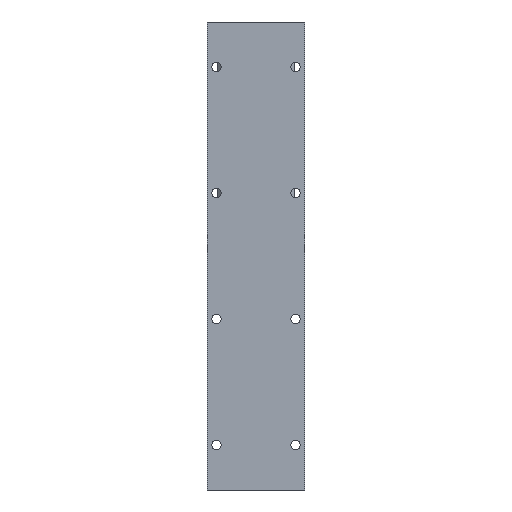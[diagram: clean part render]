
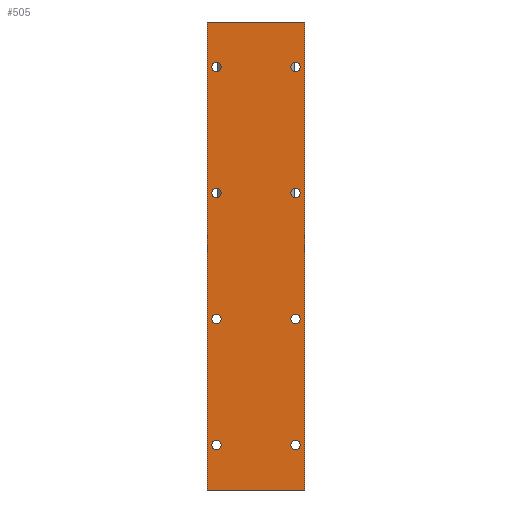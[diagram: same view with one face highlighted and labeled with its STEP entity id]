
A CAD part, front view. The second image highlights one B-rep face of the part: STEP entity #505.
In plain terms, the highlighted planar face has unit normal (0, -1, 0).
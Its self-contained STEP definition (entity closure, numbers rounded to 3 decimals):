
#505 = ADVANCED_FACE( '', ( #1128, #1129, #1130, #1131, #1132, #1133, #1134, #1135, #1136 ), #1137, .F. );
#1128 = FACE_BOUND( '', #1861, .T. );
#1129 = FACE_BOUND( '', #1862, .T. );
#1130 = FACE_BOUND( '', #1863, .T. );
#1131 = FACE_BOUND( '', #1864, .T. );
#1132 = FACE_BOUND( '', #1865, .T. );
#1133 = FACE_BOUND( '', #1866, .T. );
#1134 = FACE_BOUND( '', #1867, .T. );
#1135 = FACE_BOUND( '', #1868, .T. );
#1136 = FACE_OUTER_BOUND( '', #1869, .T. );
#1137 = PLANE( '', #1870 );
#1861 = EDGE_LOOP( '', ( #3267 ) );
#1862 = EDGE_LOOP( '', ( #3268 ) );
#1863 = EDGE_LOOP( '', ( #3269 ) );
#1864 = EDGE_LOOP( '', ( #3270 ) );
#1865 = EDGE_LOOP( '', ( #3271 ) );
#1866 = EDGE_LOOP( '', ( #3272 ) );
#1867 = EDGE_LOOP( '', ( #3273 ) );
#1868 = EDGE_LOOP( '', ( #3274 ) );
#1869 = EDGE_LOOP( '', ( #3275, #3276, #3277, #3278 ) );
#1870 = AXIS2_PLACEMENT_3D( '', #3279, #3280, #3281 );
#3267 = ORIENTED_EDGE( '', *, *, #4611, .T. );
#3268 = ORIENTED_EDGE( '', *, *, #4192, .T. );
#3269 = ORIENTED_EDGE( '', *, *, #4612, .F. );
#3270 = ORIENTED_EDGE( '', *, *, #4433, .F. );
#3271 = ORIENTED_EDGE( '', *, *, #4613, .F. );
#3272 = ORIENTED_EDGE( '', *, *, #4614, .F. );
#3273 = ORIENTED_EDGE( '', *, *, #4454, .T. );
#3274 = ORIENTED_EDGE( '', *, *, #4528, .T. );
#3275 = ORIENTED_EDGE( '', *, *, #4615, .T. );
#3276 = ORIENTED_EDGE( '', *, *, #4485, .F. );
#3277 = ORIENTED_EDGE( '', *, *, #4593, .F. );
#3278 = ORIENTED_EDGE( '', *, *, #4381, .T. );
#3279 = CARTESIAN_POINT( '', ( -27., 0., 130. ) );
#3280 = DIRECTION( '', ( 0., 1., 0. ) );
#3281 = DIRECTION( '', ( -1., 0., 0. ) );
#4192 = EDGE_CURVE( '', #5044, #5044, #5045, .T. );
#4381 = EDGE_CURVE( '', #5347, #5345, #5348, .T. );
#4433 = EDGE_CURVE( '', #5424, #5424, #5425, .T. );
#4454 = EDGE_CURVE( '', #5458, #5458, #5459, .T. );
#4485 = EDGE_CURVE( '', #5505, #5503, #5507, .T. );
#4528 = EDGE_CURVE( '', #5571, #5571, #5572, .T. );
#4593 = EDGE_CURVE( '', #5347, #5505, #5661, .T. );
#4611 = EDGE_CURVE( '', #5682, #5682, #5683, .T. );
#4612 = EDGE_CURVE( '', #5684, #5684, #5685, .T. );
#4613 = EDGE_CURVE( '', #5686, #5686, #5687, .T. );
#4614 = EDGE_CURVE( '', #5688, #5688, #5689, .T. );
#4615 = EDGE_CURVE( '', #5345, #5503, #5690, .T. );
#5044 = VERTEX_POINT( '', #6294 );
#5045 = CIRCLE( '', #6295, 2.6 );
#5345 = VERTEX_POINT( '', #6732 );
#5347 = VERTEX_POINT( '', #6735 );
#5348 = LINE( '', #6736, #6737 );
#5424 = VERTEX_POINT( '', #6842 );
#5425 = CIRCLE( '', #6843, 2.6 );
#5458 = VERTEX_POINT( '', #6887 );
#5459 = CIRCLE( '', #6888, 2.6 );
#5503 = VERTEX_POINT( '', #6946 );
#5505 = VERTEX_POINT( '', #6949 );
#5507 = LINE( '', #6952, #6953 );
#5571 = VERTEX_POINT( '', #7041 );
#5572 = CIRCLE( '', #7042, 2.6 );
#5661 = LINE( '', #7169, #7170 );
#5682 = VERTEX_POINT( '', #7201 );
#5683 = CIRCLE( '', #7202, 2.6 );
#5684 = VERTEX_POINT( '', #7203 );
#5685 = CIRCLE( '', #7204, 2.6 );
#5686 = VERTEX_POINT( '', #7205 );
#5687 = CIRCLE( '', #7206, 2.6 );
#5688 = VERTEX_POINT( '', #7207 );
#5689 = CIRCLE( '', #7208, 2.6 );
#5690 = LINE( '', #7209, #7210 );
#6294 = CARTESIAN_POINT( '', ( -22., 0., 37.6 ) );
#6295 = AXIS2_PLACEMENT_3D( '', #7647, #7648, #7649 );
#6732 = CARTESIAN_POINT( '', ( -27., 0., -130. ) );
#6735 = CARTESIAN_POINT( '', ( -27., 0., 130. ) );
#6736 = CARTESIAN_POINT( '', ( -27., 0., 130. ) );
#6737 = VECTOR( '', #7855, 1000. );
#6842 = CARTESIAN_POINT( '', ( -22., 0., -37.6 ) );
#6843 = AXIS2_PLACEMENT_3D( '', #7909, #7910, #7911 );
#6887 = CARTESIAN_POINT( '', ( 22., 0., -107.6 ) );
#6888 = AXIS2_PLACEMENT_3D( '', #7935, #7936, #7937 );
#6946 = CARTESIAN_POINT( '', ( 27., 0., -130. ) );
#6949 = CARTESIAN_POINT( '', ( 27., 0., 130. ) );
#6952 = CARTESIAN_POINT( '', ( 27., 0., 130. ) );
#6953 = VECTOR( '', #7972, 1000. );
#7041 = CARTESIAN_POINT( '', ( 22., 0., -37.6 ) );
#7042 = AXIS2_PLACEMENT_3D( '', #8015, #8016, #8017 );
#7169 = CARTESIAN_POINT( '', ( -27., 0., 130. ) );
#7170 = VECTOR( '', #8086, 1000. );
#7201 = CARTESIAN_POINT( '', ( -22., 0., 107.6 ) );
#7202 = AXIS2_PLACEMENT_3D( '', #8106, #8107, #8108 );
#7203 = CARTESIAN_POINT( '', ( -22., 0., -107.6 ) );
#7204 = AXIS2_PLACEMENT_3D( '', #8109, #8110, #8111 );
#7205 = CARTESIAN_POINT( '', ( 22., 0., 107.6 ) );
#7206 = AXIS2_PLACEMENT_3D( '', #8112, #8113, #8114 );
#7207 = CARTESIAN_POINT( '', ( 22., 0., 37.6 ) );
#7208 = AXIS2_PLACEMENT_3D( '', #8115, #8116, #8117 );
#7209 = CARTESIAN_POINT( '', ( -27., 0., -130. ) );
#7210 = VECTOR( '', #8118, 1000. );
#7647 = CARTESIAN_POINT( '', ( -22., 0., 35. ) );
#7648 = DIRECTION( '', ( 0., 1., 0. ) );
#7649 = DIRECTION( '', ( 0., 0., 1. ) );
#7855 = DIRECTION( '', ( 0., 0., -1. ) );
#7909 = CARTESIAN_POINT( '', ( -22., 0., -35. ) );
#7910 = DIRECTION( '', ( 0., -1., 0. ) );
#7911 = DIRECTION( '', ( 0., 0., -1. ) );
#7935 = CARTESIAN_POINT( '', ( 22., 0., -105. ) );
#7936 = DIRECTION( '', ( 0., 1., 0. ) );
#7937 = DIRECTION( '', ( 0., 0., -1. ) );
#7972 = DIRECTION( '', ( 0., 0., -1. ) );
#8015 = CARTESIAN_POINT( '', ( 22., 0., -35. ) );
#8016 = DIRECTION( '', ( 0., 1., 0. ) );
#8017 = DIRECTION( '', ( 0., 0., -1. ) );
#8086 = DIRECTION( '', ( 1., 0., 0. ) );
#8106 = CARTESIAN_POINT( '', ( -22., 0., 105. ) );
#8107 = DIRECTION( '', ( 0., 1., 0. ) );
#8108 = DIRECTION( '', ( 0., 0., 1. ) );
#8109 = CARTESIAN_POINT( '', ( -22., 0., -105. ) );
#8110 = DIRECTION( '', ( 0., -1., 0. ) );
#8111 = DIRECTION( '', ( 0., 0., -1. ) );
#8112 = CARTESIAN_POINT( '', ( 22., 0., 105. ) );
#8113 = DIRECTION( '', ( 0., -1., 0. ) );
#8114 = DIRECTION( '', ( 0., 0., 1. ) );
#8115 = CARTESIAN_POINT( '', ( 22., 0., 35. ) );
#8116 = DIRECTION( '', ( 0., -1., 0. ) );
#8117 = DIRECTION( '', ( 0., 0., 1. ) );
#8118 = DIRECTION( '', ( 1., 0., 0. ) );
